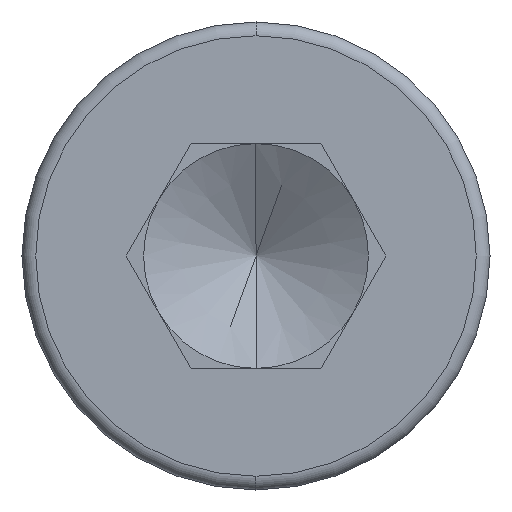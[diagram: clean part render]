
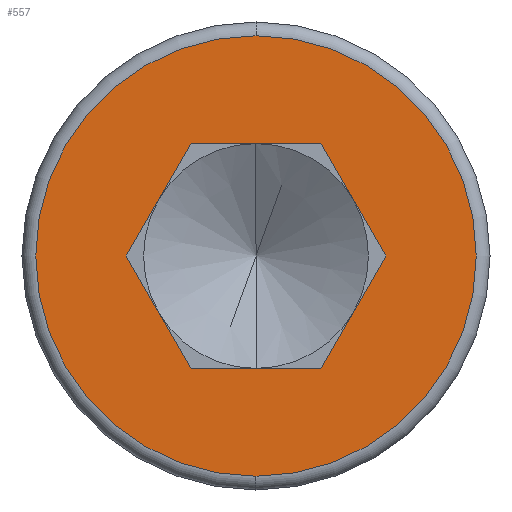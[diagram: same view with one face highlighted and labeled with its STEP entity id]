
A CAD part, left-side view. The second image highlights one B-rep face of the part: STEP entity #557.
In plain terms, the highlighted planar face has unit normal (-1, 0, 0).
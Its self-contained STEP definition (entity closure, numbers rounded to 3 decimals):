
#34 = VECTOR ( 'NONE', #42, 1000. ) ;
#35 = VERTEX_POINT ( 'NONE', #505 ) ;
#37 = VECTOR ( 'NONE', #304, 1000. ) ;
#42 = DIRECTION ( 'NONE',  ( 0., 0.5, -0.866 ) ) ;
#44 = LINE ( 'NONE', #621, #34 ) ;
#46 = CARTESIAN_POINT ( 'NONE',  ( 0., -1.179, 2.042 ) ) ;
#74 = EDGE_LOOP ( 'NONE', ( #526, #388, #601, #331, #193, #344 ) ) ;
#77 = DIRECTION ( 'NONE',  ( 0., 1., 0. ) ) ;
#86 = CARTESIAN_POINT ( 'NONE',  ( 0., 0., 4. ) ) ;
#88 = CARTESIAN_POINT ( 'NONE',  ( 0., 0., 0. ) ) ;
#100 = DIRECTION ( 'NONE',  ( 0., -0.5, -0.866 ) ) ;
#112 = DIRECTION ( 'NONE',  ( 0., 0., 1. ) ) ;
#113 = EDGE_CURVE ( 'NONE', #551, #539, #739, .T. ) ;
#117 = AXIS2_PLACEMENT_3D ( 'NONE', #367, #510, #340 ) ;
#134 = EDGE_CURVE ( 'NONE', #424, #539, #704, .T. ) ;
#135 = DIRECTION ( 'NONE',  ( -1., 0., 0. ) ) ;
#146 = EDGE_CURVE ( 'NONE', #424, #582, #589, .T. ) ;
#147 = DIRECTION ( 'NONE',  ( 0., -0.5, 0.866 ) ) ;
#186 = EDGE_CURVE ( 'NONE', #582, #35, #44, .T. ) ;
#193 = ORIENTED_EDGE ( 'NONE', *, *, #617, .F. ) ;
#197 = DIRECTION ( 'NONE',  ( -1., 0., 0. ) ) ;
#244 = CARTESIAN_POINT ( 'NONE',  ( 0., 2.358, 0. ) ) ;
#249 = FACE_OUTER_BOUND ( 'NONE', #492, .T. ) ;
#255 = CARTESIAN_POINT ( 'NONE',  ( 0., 1.179, -2.042 ) ) ;
#283 = CIRCLE ( 'NONE', #708, 4. ) ;
#284 = EDGE_CURVE ( 'NONE', #412, #742, #283, .T. ) ;
#294 = EDGE_CURVE ( 'NONE', #742, #412, #746, .T. ) ;
#300 = CARTESIAN_POINT ( 'NONE',  ( 0., 1.179, -2.042 ) ) ;
#304 = DIRECTION ( 'NONE',  ( 0., -1., 0. ) ) ;
#306 = CARTESIAN_POINT ( 'NONE',  ( 0., -1.179, 2.042 ) ) ;
#331 = ORIENTED_EDGE ( 'NONE', *, *, #186, .T. ) ;
#338 = LINE ( 'NONE', #357, #630 ) ;
#340 = DIRECTION ( 'NONE',  ( 0., 0., 1. ) ) ;
#344 = ORIENTED_EDGE ( 'NONE', *, *, #638, .F. ) ;
#349 = PLANE ( 'NONE',  #566 ) ;
#357 = CARTESIAN_POINT ( 'NONE',  ( 0., 2.358, 0. ) ) ;
#367 = CARTESIAN_POINT ( 'NONE',  ( 0., 0., 0. ) ) ;
#388 = ORIENTED_EDGE ( 'NONE', *, *, #134, .F. ) ;
#412 = VERTEX_POINT ( 'NONE', #732 ) ;
#420 = CARTESIAN_POINT ( 'NONE',  ( 0., -1.179, 2.042 ) ) ;
#424 = VERTEX_POINT ( 'NONE', #306 ) ;
#485 = LINE ( 'NONE', #255, #37 ) ;
#492 = EDGE_LOOP ( 'NONE', ( #775, #707 ) ) ;
#500 = DIRECTION ( 'NONE',  ( 0., 0., 1. ) ) ;
#505 = CARTESIAN_POINT ( 'NONE',  ( 0., -1.179, -2.042 ) ) ;
#510 = DIRECTION ( 'NONE',  ( -1., 0., 0. ) ) ;
#514 = CARTESIAN_POINT ( 'NONE',  ( 0., 2.358, 0. ) ) ;
#526 = ORIENTED_EDGE ( 'NONE', *, *, #113, .T. ) ;
#539 = VERTEX_POINT ( 'NONE', #702 ) ;
#549 = VECTOR ( 'NONE', #77, 1000. ) ;
#551 = VERTEX_POINT ( 'NONE', #244 ) ;
#557 = ADVANCED_FACE ( 'NONE', ( #709, #249 ), #349, .T. ) ;
#566 = AXIS2_PLACEMENT_3D ( 'NONE', #628, #135, #500 ) ;
#579 = VERTEX_POINT ( 'NONE', #300 ) ;
#582 = VERTEX_POINT ( 'NONE', #786 ) ;
#589 = LINE ( 'NONE', #420, #609 ) ;
#601 = ORIENTED_EDGE ( 'NONE', *, *, #146, .T. ) ;
#609 = VECTOR ( 'NONE', #100, 1000. ) ;
#617 = EDGE_CURVE ( 'NONE', #579, #35, #485, .T. ) ;
#621 = CARTESIAN_POINT ( 'NONE',  ( 0., -2.358, 0. ) ) ;
#628 = CARTESIAN_POINT ( 'NONE',  ( 0., 0., 0. ) ) ;
#630 = VECTOR ( 'NONE', #728, 1000. ) ;
#638 = EDGE_CURVE ( 'NONE', #551, #579, #338, .T. ) ;
#702 = CARTESIAN_POINT ( 'NONE',  ( 0., 1.179, 2.042 ) ) ;
#704 = LINE ( 'NONE', #46, #549 ) ;
#707 = ORIENTED_EDGE ( 'NONE', *, *, #284, .T. ) ;
#708 = AXIS2_PLACEMENT_3D ( 'NONE', #88, #197, #112 ) ;
#709 = FACE_BOUND ( 'NONE', #74, .T. ) ;
#728 = DIRECTION ( 'NONE',  ( 0., -0.5, -0.866 ) ) ;
#732 = CARTESIAN_POINT ( 'NONE',  ( 0., 0., -4. ) ) ;
#739 = LINE ( 'NONE', #514, #753 ) ;
#742 = VERTEX_POINT ( 'NONE', #86 ) ;
#746 = CIRCLE ( 'NONE', #117, 4. ) ;
#753 = VECTOR ( 'NONE', #147, 1000. ) ;
#775 = ORIENTED_EDGE ( 'NONE', *, *, #294, .T. ) ;
#786 = CARTESIAN_POINT ( 'NONE',  ( 0., -2.358, 0. ) ) ;
